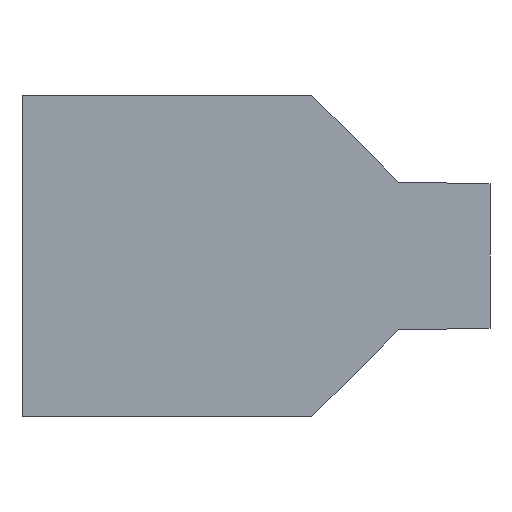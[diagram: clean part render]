
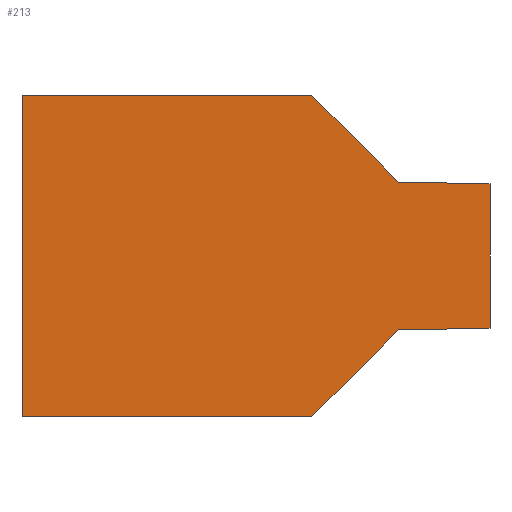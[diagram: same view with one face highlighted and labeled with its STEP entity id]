
A CAD part, left-side view. The second image highlights one B-rep face of the part: STEP entity #213.
In plain terms, the highlighted planar face has unit normal (-1, 0, 0).
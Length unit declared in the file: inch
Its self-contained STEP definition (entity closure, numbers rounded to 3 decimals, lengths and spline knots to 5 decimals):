
#26=PLANE('',#246);
#37=FACE_OUTER_BOUND('',#50,.T.);
#50=EDGE_LOOP('',(#194,#195,#196,#197,#198,#199,#200,#201));
#61=LINE('',#328,#86);
#63=LINE('',#332,#88);
#65=LINE('',#336,#90);
#67=LINE('',#340,#92);
#69=LINE('',#344,#94);
#71=LINE('',#348,#96);
#73=LINE('',#352,#98);
#75=LINE('',#355,#100);
#86=VECTOR('',#269,0.3937);
#88=VECTOR('',#273,0.3937);
#90=VECTOR('',#277,0.3937);
#92=VECTOR('',#281,0.3937);
#94=VECTOR('',#285,0.3937);
#96=VECTOR('',#289,0.3937);
#98=VECTOR('',#293,0.3937);
#100=VECTOR('',#297,0.3937);
#113=VERTEX_POINT('',#325);
#114=VERTEX_POINT('',#327);
#115=VERTEX_POINT('',#331);
#116=VERTEX_POINT('',#335);
#117=VERTEX_POINT('',#339);
#118=VERTEX_POINT('',#343);
#119=VERTEX_POINT('',#347);
#120=VERTEX_POINT('',#351);
#133=EDGE_CURVE('',#114,#113,#61,.T.);
#135=EDGE_CURVE('',#115,#114,#63,.T.);
#137=EDGE_CURVE('',#116,#115,#65,.T.);
#139=EDGE_CURVE('',#117,#116,#67,.T.);
#141=EDGE_CURVE('',#118,#117,#69,.T.);
#143=EDGE_CURVE('',#119,#118,#71,.T.);
#145=EDGE_CURVE('',#120,#119,#73,.T.);
#147=EDGE_CURVE('',#113,#120,#75,.T.);
#194=ORIENTED_EDGE('',*,*,#147,.T.);
#195=ORIENTED_EDGE('',*,*,#145,.T.);
#196=ORIENTED_EDGE('',*,*,#143,.T.);
#197=ORIENTED_EDGE('',*,*,#141,.T.);
#198=ORIENTED_EDGE('',*,*,#139,.T.);
#199=ORIENTED_EDGE('',*,*,#137,.T.);
#200=ORIENTED_EDGE('',*,*,#135,.T.);
#201=ORIENTED_EDGE('',*,*,#133,.T.);
#213=ADVANCED_FACE('',(#37),#26,.T.);
#246=AXIS2_PLACEMENT_3D('',#356,#298,#299);
#269=DIRECTION('',(0.,0.707,0.707));
#273=DIRECTION('',(0.,1.,0.017));
#277=DIRECTION('',(0.,0.,1.));
#281=DIRECTION('',(0.,-1.,0.017));
#285=DIRECTION('',(0.,-0.707,0.707));
#289=DIRECTION('',(0.,-1.,0.));
#293=DIRECTION('',(0.,0.,-1.));
#297=DIRECTION('',(0.,1.,0.));
#298=DIRECTION('center_axis',(-1.,0.,0.));
#299=DIRECTION('ref_axis',(0.,0.,1.));
#325=CARTESIAN_POINT('',(-0.86614,1.87762,0.19291));
#327=CARTESIAN_POINT('',(-0.86614,1.77331,0.08861));
#328=CARTESIAN_POINT('',(-0.86614,1.77331,0.08861));
#331=CARTESIAN_POINT('',(-0.86614,1.66375,0.08669));
#332=CARTESIAN_POINT('',(-0.86614,0.98432,0.0748));
#335=CARTESIAN_POINT('',(-0.86614,1.66375,-0.08669));
#336=CARTESIAN_POINT('',(-0.86614,1.66375,-0.08669));
#339=CARTESIAN_POINT('',(-0.86614,1.77331,-0.08861));
#340=CARTESIAN_POINT('',(-0.86614,1.77331,-0.08861));
#343=CARTESIAN_POINT('',(-0.86614,1.87762,-0.19291));
#344=CARTESIAN_POINT('',(-0.86614,1.87762,-0.19291));
#347=CARTESIAN_POINT('',(-0.86614,2.22533,-0.19291));
#348=CARTESIAN_POINT('',(-0.86614,2.67717,-0.19291));
#351=CARTESIAN_POINT('',(-0.86614,2.22533,0.19291));
#352=CARTESIAN_POINT('',(-0.86614,2.22533,0.19685));
#355=CARTESIAN_POINT('',(-0.86614,1.87762,0.19291));
#356=CARTESIAN_POINT('Origin',(-0.86614,1.94454,0.));
